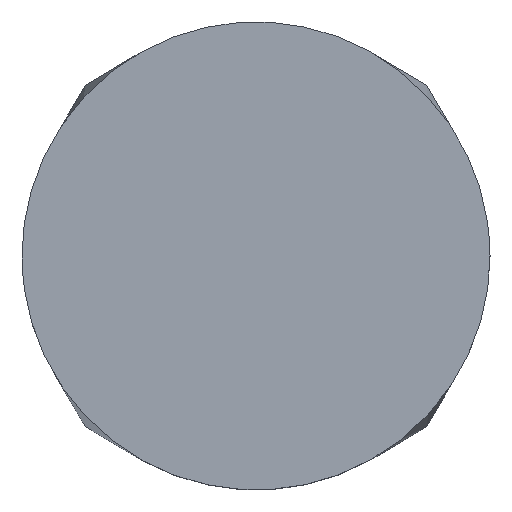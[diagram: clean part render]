
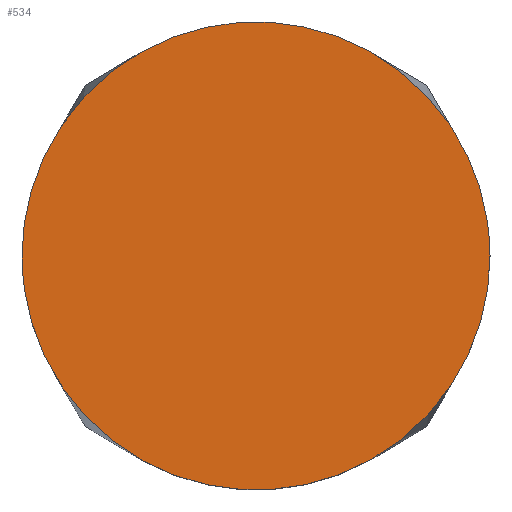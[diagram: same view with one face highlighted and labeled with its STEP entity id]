
A CAD part, top view. The second image highlights one B-rep face of the part: STEP entity #534.
In plain terms, the highlighted free-form (B-spline) face has degree [1, 1] with [2, 2] control points.
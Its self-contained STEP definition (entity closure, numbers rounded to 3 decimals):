
#484=CARTESIAN_POINT('',(-3.873,0.0,67.));
#485=VERTEX_POINT('',#484);
#486=CARTESIAN_POINT('',(3.873,0.0,67.));
#487=VERTEX_POINT('',#486);
#488=CARTESIAN_POINT('',(-3.873,0.0,67.));
#489=CARTESIAN_POINT('',(-3.873,3.873,67.));
#490=CARTESIAN_POINT('',(0.0,3.873,67.));
#491=CARTESIAN_POINT('',(3.873,3.873,67.));
#492=CARTESIAN_POINT('',(3.873,0.0,67.));
#500=(BOUNDED_CURVE()B_SPLINE_CURVE(2,(#488,#489,#490,#491,#492),.UNSPECIFIED.,.F.,.U.)B_SPLINE_CURVE_WITH_KNOTS((3,2,3),(0.0,0.25,0.5),.UNSPECIFIED.)CURVE()GEOMETRIC_REPRESENTATION_ITEM()RATIONAL_B_SPLINE_CURVE((1.0,0.707,1.0,0.707,1.0))REPRESENTATION_ITEM(''));
#501=EDGE_CURVE('',#485,#487,#500,.T.);
#503=CARTESIAN_POINT('',(3.873,0.0,67.));
#504=CARTESIAN_POINT('',(3.873,-3.873,67.));
#505=CARTESIAN_POINT('',(0.0,-3.873,67.));
#506=CARTESIAN_POINT('',(-3.873,-3.873,67.));
#507=CARTESIAN_POINT('',(-3.873,0.0,67.));
#515=(BOUNDED_CURVE()B_SPLINE_CURVE(2,(#503,#504,#505,#506,#507),.UNSPECIFIED.,.F.,.U.)B_SPLINE_CURVE_WITH_KNOTS((3,2,3),(0.5,0.75,1.0),.UNSPECIFIED.)CURVE()GEOMETRIC_REPRESENTATION_ITEM()RATIONAL_B_SPLINE_CURVE((1.0,0.707,1.0,0.707,1.0))REPRESENTATION_ITEM(''));
#516=EDGE_CURVE('',#487,#485,#515,.T.);
#525=CARTESIAN_POINT('',(4.26,-4.26,67.));
#526=CARTESIAN_POINT('',(-4.26,-4.26,67.));
#527=CARTESIAN_POINT('',(4.26,4.26,67.));
#528=CARTESIAN_POINT('',(-4.26,4.26,67.));
#529=B_SPLINE_SURFACE_WITH_KNOTS('',1,1,((#525,#527),(#526,#528)),.UNSPECIFIED.,.F.,.F.,.U.,(2,2),(2,2),(0.0,8.52),(0.0,8.52),.UNSPECIFIED.);
#530=ORIENTED_EDGE('',*,*,#516,.F.);
#531=ORIENTED_EDGE('',*,*,#501,.F.);
#532=EDGE_LOOP('',(#530,#531));
#533=FACE_OUTER_BOUND('',#532,.T.);
#534=ADVANCED_FACE('',(#533),#529,.F.);
